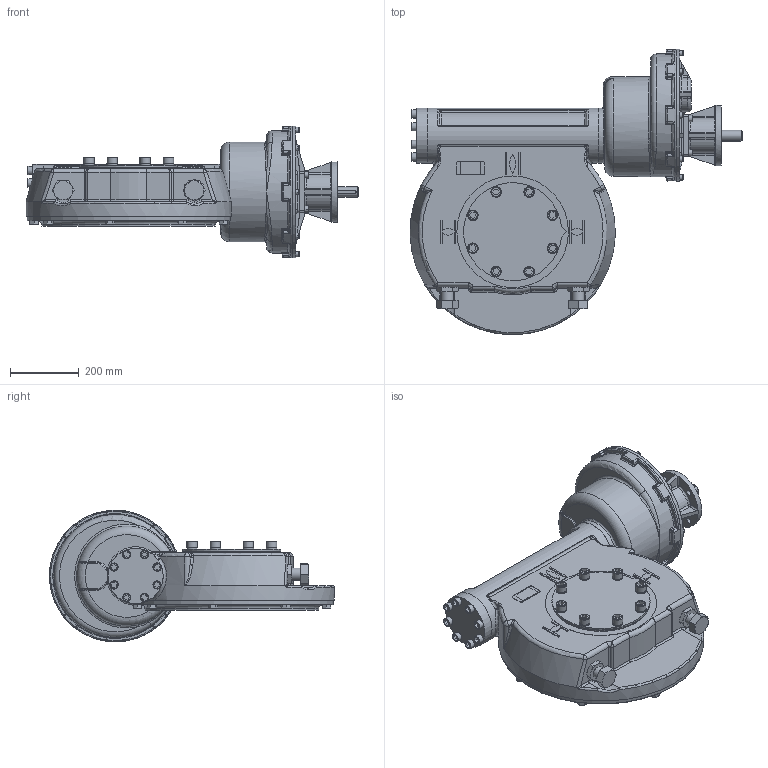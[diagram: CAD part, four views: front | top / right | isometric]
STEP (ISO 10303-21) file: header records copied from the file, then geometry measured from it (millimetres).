
FILE_DESCRIPTION(/* description */ ('Unknown'),/* implementation_level */ '2;1');
FILE_NAME(/* name */ 'PUB-IW9FBIR3-F14-F40',/* time_stamp */ '2016-07-05T15:46:05+01:00',/* author */ ('Unknown'),/* organization */ ('Unknown'),/* preprocessor_version */ 'ST-DEVELOPER v16',/* originating_system */ 'DEX',/* authorisation */ $);
FILE_SCHEMA (('AUTOMOTIVE_DESIGN {1 0 10303 214 3 1 1}'));
Products named in the file (1): PUB-IW9FBIR3-F14-F40
Bounding box: 963.73 x 827.45 x 382 mm (x, y, z)
Surface area: 1878885.4 mm2 (no closed solid volume)
Topology: 0 solids, 76 shells, 1178 faces, 3122 edges, 1960 vertices
Faces by surface type: plane 512, cylinder 254, bspline 131, cone 120, torus 105, sphere 56
Full cylindrical faces by diameter (mm): 16 x8, 16.5 x12, 18 x4, 24 x8, 30 x9, 30.7 x8, 31.67 x8, 36 x2, 50 x1, 100 x1, 160 x3, 175 x1, 220 x1, 280 x1, 290 x1, 324 x1, 356 x1, 382 x2
Entity records: 53224 total; most frequent: CARTESIAN_POINT 25127, DIRECTION 5232, ORIENTED_EDGE 5230, EDGE_CURVE 2871, AXIS2_PLACEMENT_3D 2023, VERTEX_POINT 1905, EDGE_LOOP 1459, FACE_BOUND 1459
